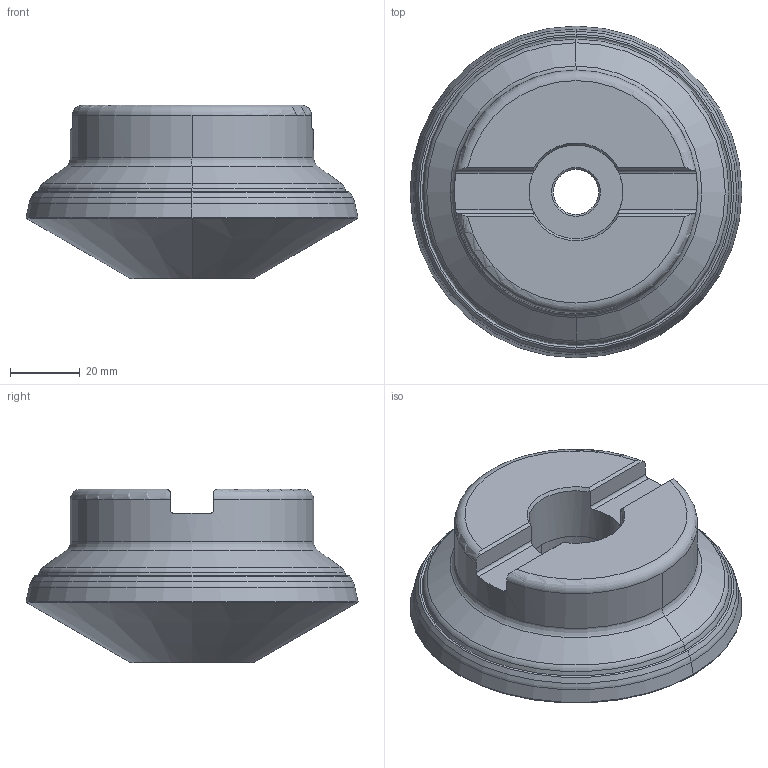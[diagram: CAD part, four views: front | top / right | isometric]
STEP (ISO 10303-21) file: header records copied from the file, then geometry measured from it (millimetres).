
FILE_DESCRIPTION((''),'2;1');
FILE_NAME('22P3R035050F2R00','2015-11-07T',('vitt'),(''),'PRO/ENGINEER BY PARAMETRIC TECHNOLOGY CORPORATION, 2011490','PRO/ENGINEER BY PARAMETRIC TECHNOLOGY CORPORATION, 2011490','');
FILE_SCHEMA(('AUTOMOTIVE_DESIGN { 1 2 10303 214 0 1 1 1 }'));
Length unit declared in the file: millimetre
Products named in the file (3): NOCUT; CUT; 22P3R035050F2R00
Assembly tree (2 placements, depth 2):
  22P3R035050F2R00
    NOCUT
    CUT
Bounding box: 95.5 x 95.52 x 50 mm (x, y, z)
Volume: 241029.3 mm3; surface area: 40605.3 mm2
Topology: 2 solids, 2 shells, 91 faces, 209 edges, 128 vertices
Faces by surface type: cone 20, revolution 20, torus 18, plane 17, cylinder 16
Entity records: 4722 total; most frequent: CARTESIAN_POINT 1807, DIRECTION 461, ORIENTED_EDGE 408, PRESENTATION_STYLE_ASSIGNMENT 217, STYLED_ITEM 217, CURVE_STYLE 215, EDGE_CURVE 204, AXIS2_PLACEMENT_3D 191
